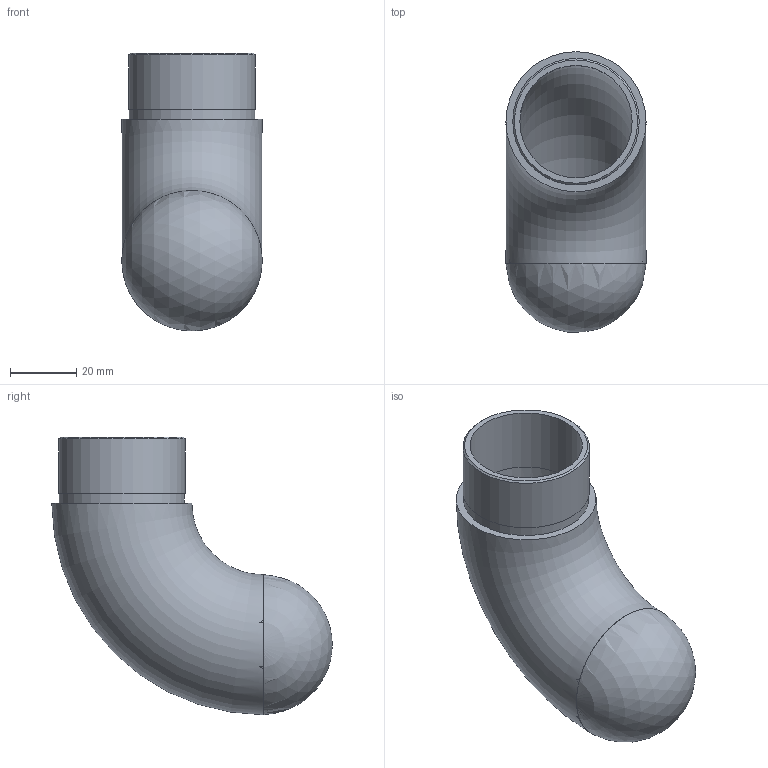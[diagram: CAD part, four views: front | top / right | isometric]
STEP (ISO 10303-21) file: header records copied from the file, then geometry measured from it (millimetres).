
FILE_DESCRIPTION (( 'STEP AP203' ), '1' );
FILE_NAME ('56216-320.step', '2020-03-05T08:35:59', ( '' ), ( '' ), 'SwSTEP 2.0', 'SolidWorks 2015', '' );
FILE_SCHEMA (( 'CONFIG_CONTROL_DESIGN' ));
Length unit declared in the file: millimetre
Products named in the file (2): 56216-320
Bounding box: 42.4 x 84.86 x 84 mm (x, y, z)
Volume: 48239.1 mm3; surface area: 25793.6 mm2
Topology: 1 solids, 1 shells, 236 faces, 619 edges, 413 vertices
Faces by surface type: bspline 109, plane 96, cylinder 26, torus 2, sphere 2, cone 1
Full cylindrical faces by diameter (mm): 34 x1, 37.9 x1, 38.3 x1
Entity records: 11788 total; most frequent: CARTESIAN_POINT 6582, ORIENTED_EDGE 1224, DIRECTION 712, EDGE_CURVE 612, VERTEX_POINT 412, LINE 278, VECTOR 278, EDGE_LOOP 270
